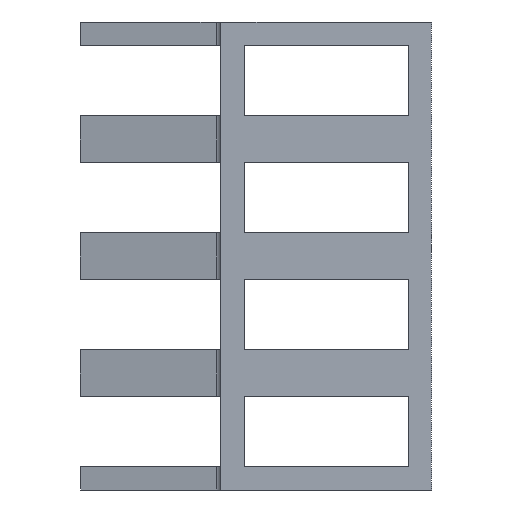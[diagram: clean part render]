
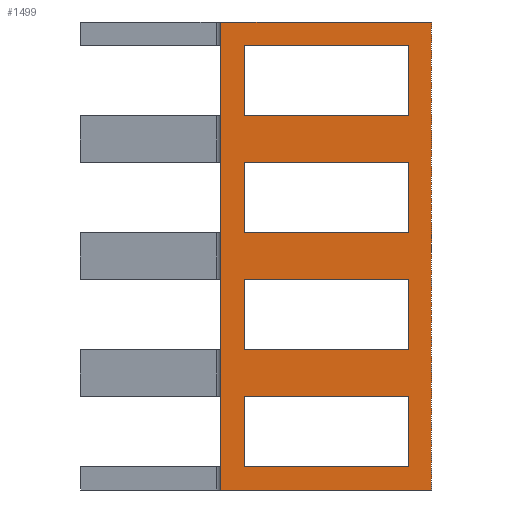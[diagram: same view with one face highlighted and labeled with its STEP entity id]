
A CAD part, front view. The second image highlights one B-rep face of the part: STEP entity #1499.
In plain terms, the highlighted planar face has unit normal (0, -1, 0).
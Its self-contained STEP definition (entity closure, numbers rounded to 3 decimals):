
#319 = VERTEX_POINT('',#320);
#320 = CARTESIAN_POINT('',(6.,0.,-4.));
#326 = EDGE_CURVE('',#319,#327,#329,.T.);
#327 = VERTEX_POINT('',#328);
#328 = CARTESIAN_POINT('',(2.4,0.,-4.));
#329 = LINE('',#330,#331);
#330 = CARTESIAN_POINT('',(6.,0.,-4.));
#331 = VECTOR('',#332,1.);
#332 = DIRECTION('',(-1.,0.,0.));
#375 = VERTEX_POINT('',#376);
#376 = CARTESIAN_POINT('',(6.,0.,4.));
#382 = EDGE_CURVE('',#319,#375,#383,.T.);
#383 = LINE('',#384,#385);
#384 = CARTESIAN_POINT('',(6.,0.,-4.));
#385 = VECTOR('',#386,1.);
#386 = DIRECTION('',(0.,0.,1.));
#399 = EDGE_CURVE('',#375,#400,#402,.T.);
#400 = VERTEX_POINT('',#401);
#401 = CARTESIAN_POINT('',(2.4,0.,4.));
#402 = LINE('',#403,#404);
#403 = CARTESIAN_POINT('',(6.,0.,4.));
#404 = VECTOR('',#405,1.);
#405 = DIRECTION('',(-1.,0.,0.));
#543 = EDGE_CURVE('',#544,#546,#548,.T.);
#544 = VERTEX_POINT('',#545);
#545 = CARTESIAN_POINT('',(2.807,0.,3.6));
#546 = VERTEX_POINT('',#547);
#547 = CARTESIAN_POINT('',(5.604,0.,3.6));
#548 = LINE('',#549,#550);
#549 = CARTESIAN_POINT('',(2.807,0.,3.6));
#550 = VECTOR('',#551,1.);
#551 = DIRECTION('',(1.,0.,0.));
#576 = EDGE_CURVE('',#546,#577,#579,.T.);
#577 = VERTEX_POINT('',#578);
#578 = CARTESIAN_POINT('',(5.604,0.,2.4));
#579 = LINE('',#580,#581);
#580 = CARTESIAN_POINT('',(5.604,0.,3.6));
#581 = VECTOR('',#582,1.);
#582 = DIRECTION('',(0.,0.,-1.));
#600 = EDGE_CURVE('',#577,#601,#603,.T.);
#601 = VERTEX_POINT('',#602);
#602 = CARTESIAN_POINT('',(2.807,0.,2.4));
#603 = LINE('',#604,#605);
#604 = CARTESIAN_POINT('',(5.604,0.,2.4));
#605 = VECTOR('',#606,1.);
#606 = DIRECTION('',(-1.,0.,0.));
#803 = EDGE_CURVE('',#804,#806,#808,.T.);
#804 = VERTEX_POINT('',#805);
#805 = CARTESIAN_POINT('',(2.807,0.,1.6));
#806 = VERTEX_POINT('',#807);
#807 = CARTESIAN_POINT('',(5.604,0.,1.6));
#808 = LINE('',#809,#810);
#809 = CARTESIAN_POINT('',(2.807,0.,1.6));
#810 = VECTOR('',#811,1.);
#811 = DIRECTION('',(1.,0.,0.));
#836 = EDGE_CURVE('',#806,#837,#839,.T.);
#837 = VERTEX_POINT('',#838);
#838 = CARTESIAN_POINT('',(5.604,0.,0.4));
#839 = LINE('',#840,#841);
#840 = CARTESIAN_POINT('',(5.604,0.,1.6));
#841 = VECTOR('',#842,1.);
#842 = DIRECTION('',(0.,0.,-1.));
#860 = EDGE_CURVE('',#837,#861,#863,.T.);
#861 = VERTEX_POINT('',#862);
#862 = CARTESIAN_POINT('',(2.807,0.,0.4));
#863 = LINE('',#864,#865);
#864 = CARTESIAN_POINT('',(5.604,0.,0.4));
#865 = VECTOR('',#866,1.);
#866 = DIRECTION('',(-1.,0.,0.));
#1063 = EDGE_CURVE('',#1064,#1066,#1068,.T.);
#1064 = VERTEX_POINT('',#1065);
#1065 = CARTESIAN_POINT('',(2.807,0.,-0.4));
#1066 = VERTEX_POINT('',#1067);
#1067 = CARTESIAN_POINT('',(5.604,0.,-0.4));
#1068 = LINE('',#1069,#1070);
#1069 = CARTESIAN_POINT('',(2.807,0.,-0.4));
#1070 = VECTOR('',#1071,1.);
#1071 = DIRECTION('',(1.,0.,0.));
#1096 = EDGE_CURVE('',#1066,#1097,#1099,.T.);
#1097 = VERTEX_POINT('',#1098);
#1098 = CARTESIAN_POINT('',(5.604,0.,-1.6));
#1099 = LINE('',#1100,#1101);
#1100 = CARTESIAN_POINT('',(5.604,0.,-0.4));
#1101 = VECTOR('',#1102,1.);
#1102 = DIRECTION('',(0.,0.,-1.));
#1120 = EDGE_CURVE('',#1097,#1121,#1123,.T.);
#1121 = VERTEX_POINT('',#1122);
#1122 = CARTESIAN_POINT('',(2.807,0.,-1.6));
#1123 = LINE('',#1124,#1125);
#1124 = CARTESIAN_POINT('',(5.604,0.,-1.6));
#1125 = VECTOR('',#1126,1.);
#1126 = DIRECTION('',(-1.,0.,0.));
#1323 = EDGE_CURVE('',#1324,#1326,#1328,.T.);
#1324 = VERTEX_POINT('',#1325);
#1325 = CARTESIAN_POINT('',(2.807,0.,-2.4));
#1326 = VERTEX_POINT('',#1327);
#1327 = CARTESIAN_POINT('',(5.604,0.,-2.4));
#1328 = LINE('',#1329,#1330);
#1329 = CARTESIAN_POINT('',(2.807,0.,-2.4));
#1330 = VECTOR('',#1331,1.);
#1331 = DIRECTION('',(1.,0.,0.));
#1356 = EDGE_CURVE('',#1326,#1357,#1359,.T.);
#1357 = VERTEX_POINT('',#1358);
#1358 = CARTESIAN_POINT('',(5.604,0.,-3.6));
#1359 = LINE('',#1360,#1361);
#1360 = CARTESIAN_POINT('',(5.604,0.,-2.4));
#1361 = VECTOR('',#1362,1.);
#1362 = DIRECTION('',(0.,0.,-1.));
#1380 = EDGE_CURVE('',#1357,#1381,#1383,.T.);
#1381 = VERTEX_POINT('',#1382);
#1382 = CARTESIAN_POINT('',(2.807,0.,-3.6));
#1383 = LINE('',#1384,#1385);
#1384 = CARTESIAN_POINT('',(5.604,0.,-3.6));
#1385 = VECTOR('',#1386,1.);
#1386 = DIRECTION('',(-1.,0.,0.));
#1499 = ADVANCED_FACE('',(#1500,#1511,#1522,#1533,#1544),#1555,.T.);
#1500 = FACE_BOUND('',#1501,.T.);
#1501 = EDGE_LOOP('',(#1502,#1503,#1504,#1510));
#1502 = ORIENTED_EDGE('',*,*,#382,.T.);
#1503 = ORIENTED_EDGE('',*,*,#399,.T.);
#1504 = ORIENTED_EDGE('',*,*,#1505,.F.);
#1505 = EDGE_CURVE('',#327,#400,#1506,.T.);
#1506 = LINE('',#1507,#1508);
#1507 = CARTESIAN_POINT('',(2.4,0.,-4.));
#1508 = VECTOR('',#1509,1.);
#1509 = DIRECTION('',(0.,0.,1.));
#1510 = ORIENTED_EDGE('',*,*,#326,.F.);
#1511 = FACE_BOUND('',#1512,.T.);
#1512 = EDGE_LOOP('',(#1513,#1519,#1520,#1521));
#1513 = ORIENTED_EDGE('',*,*,#1514,.T.);
#1514 = EDGE_CURVE('',#601,#544,#1515,.T.);
#1515 = LINE('',#1516,#1517);
#1516 = CARTESIAN_POINT('',(2.807,0.,2.4));
#1517 = VECTOR('',#1518,1.);
#1518 = DIRECTION('',(0.,0.,1.));
#1519 = ORIENTED_EDGE('',*,*,#543,.T.);
#1520 = ORIENTED_EDGE('',*,*,#576,.T.);
#1521 = ORIENTED_EDGE('',*,*,#600,.T.);
#1522 = FACE_BOUND('',#1523,.T.);
#1523 = EDGE_LOOP('',(#1524,#1530,#1531,#1532));
#1524 = ORIENTED_EDGE('',*,*,#1525,.T.);
#1525 = EDGE_CURVE('',#861,#804,#1526,.T.);
#1526 = LINE('',#1527,#1528);
#1527 = CARTESIAN_POINT('',(2.807,0.,0.4));
#1528 = VECTOR('',#1529,1.);
#1529 = DIRECTION('',(0.,0.,1.));
#1530 = ORIENTED_EDGE('',*,*,#803,.T.);
#1531 = ORIENTED_EDGE('',*,*,#836,.T.);
#1532 = ORIENTED_EDGE('',*,*,#860,.T.);
#1533 = FACE_BOUND('',#1534,.T.);
#1534 = EDGE_LOOP('',(#1535,#1541,#1542,#1543));
#1535 = ORIENTED_EDGE('',*,*,#1536,.T.);
#1536 = EDGE_CURVE('',#1121,#1064,#1537,.T.);
#1537 = LINE('',#1538,#1539);
#1538 = CARTESIAN_POINT('',(2.807,0.,-1.6));
#1539 = VECTOR('',#1540,1.);
#1540 = DIRECTION('',(0.,0.,1.));
#1541 = ORIENTED_EDGE('',*,*,#1063,.T.);
#1542 = ORIENTED_EDGE('',*,*,#1096,.T.);
#1543 = ORIENTED_EDGE('',*,*,#1120,.T.);
#1544 = FACE_BOUND('',#1545,.T.);
#1545 = EDGE_LOOP('',(#1546,#1552,#1553,#1554));
#1546 = ORIENTED_EDGE('',*,*,#1547,.T.);
#1547 = EDGE_CURVE('',#1381,#1324,#1548,.T.);
#1548 = LINE('',#1549,#1550);
#1549 = CARTESIAN_POINT('',(2.807,0.,-3.6));
#1550 = VECTOR('',#1551,1.);
#1551 = DIRECTION('',(0.,0.,1.));
#1552 = ORIENTED_EDGE('',*,*,#1323,.T.);
#1553 = ORIENTED_EDGE('',*,*,#1356,.T.);
#1554 = ORIENTED_EDGE('',*,*,#1380,.T.);
#1555 = PLANE('',#1556);
#1556 = AXIS2_PLACEMENT_3D('',#1557,#1558,#1559);
#1557 = CARTESIAN_POINT('',(6.,0.,-4.));
#1558 = DIRECTION('',(0.,-1.,0.));
#1559 = DIRECTION('',(-1.,0.,0.));
